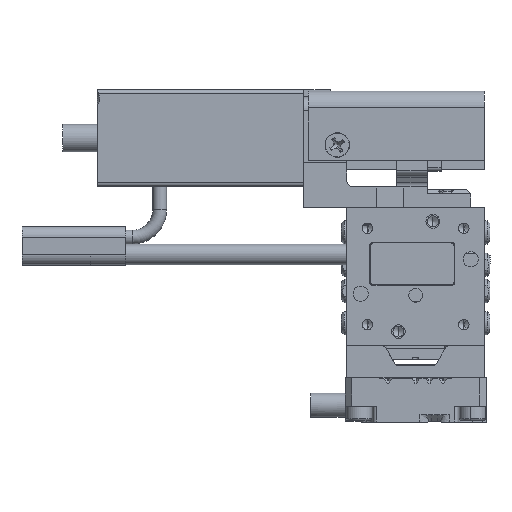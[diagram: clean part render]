
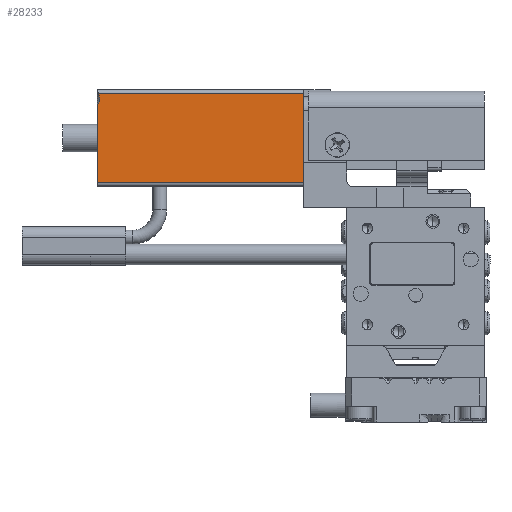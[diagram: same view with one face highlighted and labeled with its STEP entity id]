
A CAD part, front view. The second image highlights one B-rep face of the part: STEP entity #28233.
In plain terms, the highlighted planar face has unit normal (0, -1, 0).
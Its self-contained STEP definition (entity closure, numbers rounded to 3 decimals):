
#37 = CARTESIAN_POINT ( 'NONE',  ( 13.5, -14., 29.827 ) ) ;
#220 = DIRECTION ( 'NONE',  ( 0., 1., 0. ) ) ;
#665 = CARTESIAN_POINT ( 'NONE',  ( 12.716, -14., 29.645 ) ) ;
#2107 = DIRECTION ( 'NONE',  ( 1., 0., 0. ) ) ;
#3192 = CARTESIAN_POINT ( 'NONE',  ( 13.352, -14., 29.763 ) ) ;
#3648 = FACE_OUTER_BOUND ( 'NONE', #19141, .T. ) ;
#4610 = CARTESIAN_POINT ( 'NONE',  ( 0.5, -14., 30. ) ) ;
#4801 = ORIENTED_EDGE ( 'NONE', *, *, #27093, .T. ) ;
#6127 = CARTESIAN_POINT ( 'NONE',  ( 13.5, -14., 30. ) ) ;
#7279 = PLANE ( 'NONE',  #40128 ) ;
#9997 = CARTESIAN_POINT ( 'NONE',  ( 12.877, -14., 29.65 ) ) ;
#10681 = CARTESIAN_POINT ( 'NONE',  ( 12.392, -14., 29.687 ) ) ;
#11031 = ORIENTED_EDGE ( 'NONE', *, *, #39050, .T. ) ;
#11197 = LINE ( 'NONE', #35701, #30066 ) ;
#12343 = EDGE_CURVE ( 'NONE', #19546, #25814, #11197, .T. ) ;
#16622 = DIRECTION ( 'NONE',  ( 0., 0., 1. ) ) ;
#17568 = EDGE_CURVE ( 'NONE', #24544, #40659, #26798, .T. ) ;
#17704 = VERTEX_POINT ( 'NONE', #37 ) ;
#19141 = EDGE_LOOP ( 'NONE', ( #11031, #4801, #35144, #37526, #19440 ) ) ;
#19440 = ORIENTED_EDGE ( 'NONE', *, *, #17568, .T. ) ;
#19546 = VERTEX_POINT ( 'NONE', #21841 ) ;
#20580 = EDGE_CURVE ( 'NONE', #19546, #24544, #33179, .T. ) ;
#21214 = CARTESIAN_POINT ( 'NONE',  ( 12.236, -14., 29.733 ) ) ;
#21841 = CARTESIAN_POINT ( 'NONE',  ( 0.5, -14., 30. ) ) ;
#23531 = LINE ( 'NONE', #6127, #34864 ) ;
#23933 = VECTOR ( 'NONE', #2107, 1000. ) ;
#23994 = CARTESIAN_POINT ( 'NONE',  ( 11.938, -14., 29.85 ) ) ;
#24227 = CARTESIAN_POINT ( 'NONE',  ( 0., -14., 30. ) ) ;
#24544 = VERTEX_POINT ( 'NONE', #28163 ) ;
#24676 = CARTESIAN_POINT ( 'NONE',  ( 11.794, -14., 29.922 ) ) ;
#25814 = VERTEX_POINT ( 'NONE', #30855 ) ;
#26798 = LINE ( 'NONE', #40322, #23933 ) ;
#27093 = EDGE_CURVE ( 'NONE', #17704, #25814, #44617, .T. ) ;
#27660 = CARTESIAN_POINT ( 'NONE',  ( 13.5, -14., 29.827 ) ) ;
#28163 = CARTESIAN_POINT ( 'NONE',  ( 0.5, -14., 0. ) ) ;
#28233 = ADVANCED_FACE ( 'NONE', ( #3648 ), #7279, .F. ) ;
#30066 = VECTOR ( 'NONE', #32057, 1000. ) ;
#30855 = CARTESIAN_POINT ( 'NONE',  ( 11.652, -14., 30. ) ) ;
#32057 = DIRECTION ( 'NONE',  ( 1., 0., 0. ) ) ;
#33179 = LINE ( 'NONE', #4610, #34266 ) ;
#34266 = VECTOR ( 'NONE', #43505, 1000. ) ;
#34864 = VECTOR ( 'NONE', #16622, 1000. ) ;
#35144 = ORIENTED_EDGE ( 'NONE', *, *, #12343, .F. ) ;
#35701 = CARTESIAN_POINT ( 'NONE',  ( 0., -14., 30. ) ) ;
#37526 = ORIENTED_EDGE ( 'NONE', *, *, #20580, .T. ) ;
#38188 = CARTESIAN_POINT ( 'NONE',  ( 11.652, -14., 30. ) ) ;
#39050 = EDGE_CURVE ( 'NONE', #40659, #17704, #23531, .T. ) ;
#39100 = DIRECTION ( 'NONE',  ( 0., 0., 1. ) ) ;
#39726 = CARTESIAN_POINT ( 'NONE',  ( 13.5, -14., 0. ) ) ;
#40128 = AXIS2_PLACEMENT_3D ( 'NONE', #24227, #220, #39100 ) ;
#40322 = CARTESIAN_POINT ( 'NONE',  ( 0., -14., 0. ) ) ;
#40659 = VERTEX_POINT ( 'NONE', #39726 ) ;
#41628 = CARTESIAN_POINT ( 'NONE',  ( 13.197, -14., 29.71 ) ) ;
#43505 = DIRECTION ( 'NONE',  ( 0., 0., -1. ) ) ;
#44617 = B_SPLINE_CURVE_WITH_KNOTS ( 'NONE', 3,
 ( #27660, #3192, #41628, #9997, #665, #10681, #21214, #23994, #24676, #38188 ),
 .UNSPECIFIED., .F., .F.,
 ( 4, 2, 2, 2, 4 ),
 ( 0.004, 0.005, 0.005, 0.006, 0.006 ),
 .UNSPECIFIED. ) ;
